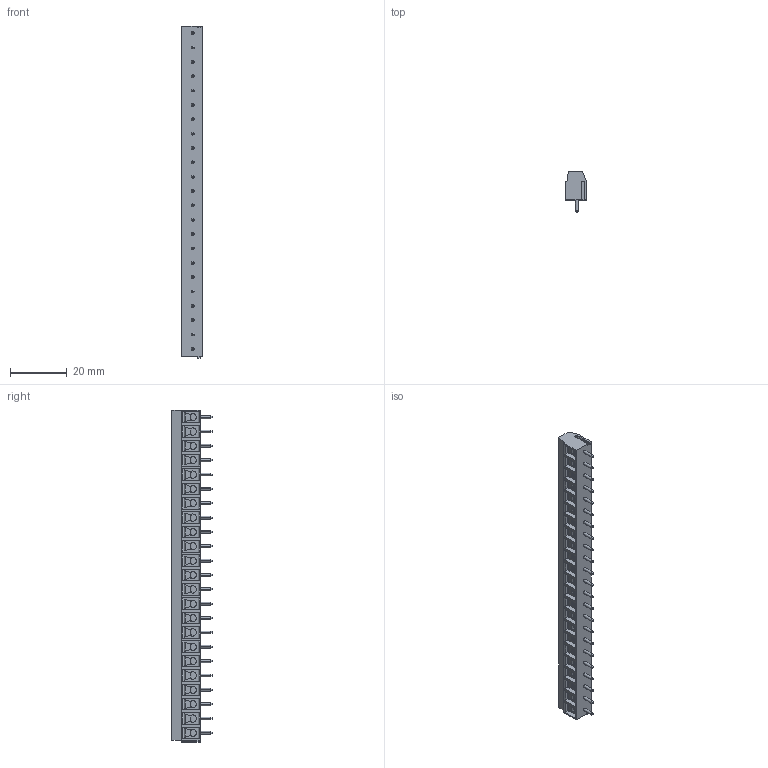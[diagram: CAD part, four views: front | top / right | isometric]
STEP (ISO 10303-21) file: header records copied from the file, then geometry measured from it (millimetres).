
FILE_DESCRIPTION((''),'2;1');
FILE_NAME('TL301R-XXP-XS','2024-12-11T',('yanfa'),(''),'PRO/ENGINEER BY PARAMETRIC TECHNOLOGY CORPORATION, 2009280','PRO/ENGINEER BY PARAMETRIC TECHNOLOGY CORPORATION, 2009280','');
FILE_SCHEMA(('AUTOMOTIVE_DESIGN_CC2 { 1 2 10303 214 -1 1 5 2 }'));
Length unit declared in the file: millimetre
Products named in the file (1): TL301R-XXP-XS
Bounding box: 7.5 x 14.3 x 117.53 mm (x, y, z)
Volume: 6718 mm3; surface area: 7083.2 mm2
Topology: 1 solids, 1 shells, 1420 faces, 3636 edges, 2310 vertices
Faces by surface type: plane 748, cylinder 444, cone 138, torus 46, sphere 44
Entity records: 44510 total; most frequent: CARTESIAN_POINT 9798, DIRECTION 7248, ORIENTED_EDGE 7184, EDGE_CURVE 3592, AXIS2_PLACEMENT_3D 2534, VERTEX_POINT 2310, VECTOR 2180, LINE 2180
